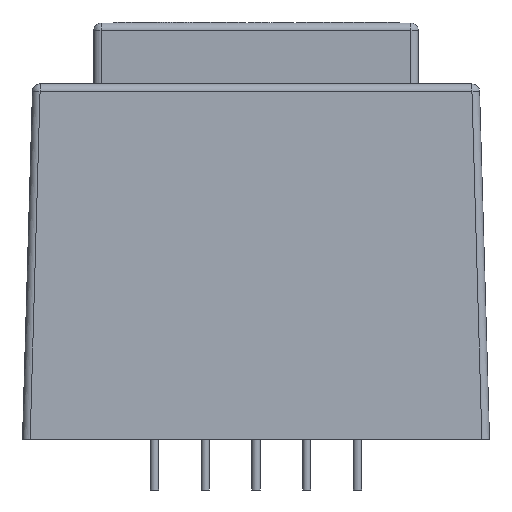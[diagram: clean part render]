
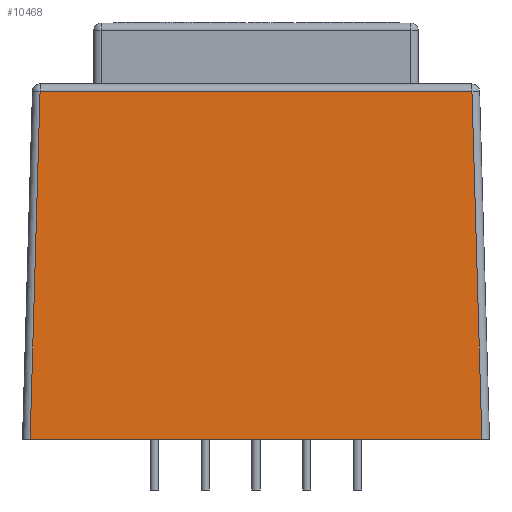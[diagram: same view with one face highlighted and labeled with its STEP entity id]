
A CAD part, front view. The second image highlights one B-rep face of the part: STEP entity #10468.
In plain terms, the highlighted planar face has unit normal (0, -1, 0.029).
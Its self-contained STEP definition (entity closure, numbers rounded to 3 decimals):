
#1042=FACE_OUTER_BOUND('',#1655,.T.);
#1655=EDGE_LOOP('',(#7041,#7042,#7043,#7044));
#2296=LINE('',#13560,#3297);
#2299=LINE('',#13567,#3300);
#2304=LINE('',#13578,#3305);
#2312=LINE('',#13596,#3313);
#3297=VECTOR('',#11669,10.);
#3300=VECTOR('',#11676,10.);
#3305=VECTOR('',#11689,10.);
#3313=VECTOR('',#11709,10.);
#4296=VERTEX_POINT('',#13546);
#4301=VERTEX_POINT('',#13556);
#4302=VERTEX_POINT('',#13563);
#4305=VERTEX_POINT('',#13576);
#5380=EDGE_CURVE('',#4296,#4301,#2296,.T.);
#5384=EDGE_CURVE('',#4301,#4302,#2299,.T.);
#5390=EDGE_CURVE('',#4305,#4296,#2304,.T.);
#5400=EDGE_CURVE('',#4302,#4305,#2312,.T.);
#7041=ORIENTED_EDGE('',*,*,#5384,.F.);
#7042=ORIENTED_EDGE('',*,*,#5380,.F.);
#7043=ORIENTED_EDGE('',*,*,#5390,.F.);
#7044=ORIENTED_EDGE('',*,*,#5400,.F.);
#10149=PLANE('',#11151);
#10468=ADVANCED_FACE('',(#1042),#10149,.T.);
#11151=AXIS2_PLACEMENT_3D('',#13595,#11707,#11708);
#11669=DIRECTION('',(1.,0.,0.));
#11676=DIRECTION('',(0.029,-0.029,-0.999));
#11689=DIRECTION('',(0.029,0.029,0.999));
#11707=DIRECTION('center_axis',(0.,-1.,
0.029));
#11708=DIRECTION('ref_axis',(0.,-0.029,-1.));
#11709=DIRECTION('',(-1.,0.,0.));
#13546=CARTESIAN_POINT('',(-21.271,-19.021,34.271));
#13556=CARTESIAN_POINT('',(21.271,-19.021,34.271));
#13560=CARTESIAN_POINT('',(11.,-19.021,34.271));
#13563=CARTESIAN_POINT('',(22.25,-20.,0.));
#13567=CARTESIAN_POINT('',(21.235,-18.985,35.521));
#13576=CARTESIAN_POINT('',(-22.25,-20.,0.));
#13578=CARTESIAN_POINT('',(-21.233,-18.983,35.606));
#13595=CARTESIAN_POINT('Origin',(22.,-19.,35.));
#13596=CARTESIAN_POINT('',(23.,-20.,0.));
